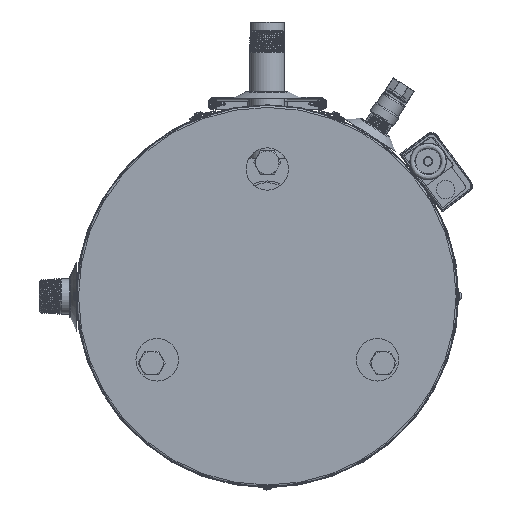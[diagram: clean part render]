
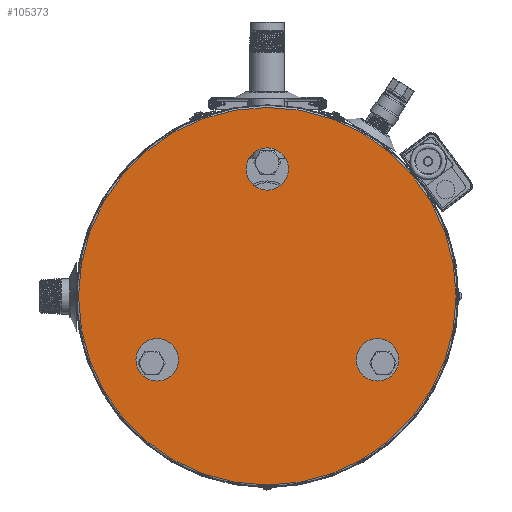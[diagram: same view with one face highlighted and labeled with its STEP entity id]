
A CAD part, front view. The second image highlights one B-rep face of the part: STEP entity #105373.
In plain terms, the highlighted planar face has unit normal (0, -1, 0).
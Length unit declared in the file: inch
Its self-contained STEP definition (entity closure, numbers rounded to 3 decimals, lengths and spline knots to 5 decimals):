
#1262 = ORIENTED_EDGE ( 'NONE', *, *, #37381, .T. ) ;
#2324 = CARTESIAN_POINT ( 'NONE',  ( 0., -0.53, 6. ) ) ;
#2336 = DIRECTION ( 'NONE',  ( -1., 0., 0. ) ) ;
#3107 = ORIENTED_EDGE ( 'NONE', *, *, #23400, .T. ) ;
#8167 = CIRCLE ( 'NONE', #36797, 1. ) ;
#10886 = VERTEX_POINT ( 'NONE', #101655 ) ;
#12923 = CIRCLE ( 'NONE', #27188, 1. ) ;
#15629 = DIRECTION ( 'NONE',  ( 0., 1., 0. ) ) ;
#16848 = EDGE_CURVE ( 'NONE', #95214, #95214, #93206, .T. ) ;
#19021 = EDGE_LOOP ( 'NONE', ( #1262 ) ) ;
#19864 = ORIENTED_EDGE ( 'NONE', *, *, #16848, .T. ) ;
#20497 = EDGE_LOOP ( 'NONE', ( #19864 ) ) ;
#23400 = EDGE_CURVE ( 'NONE', #35635, #35635, #78701, .T. ) ;
#27188 = AXIS2_PLACEMENT_3D ( 'NONE', #123649, #112572, #80631 ) ;
#31085 = CARTESIAN_POINT ( 'NONE',  ( 0., -0.53, 0. ) ) ;
#32109 = FACE_BOUND ( 'NONE', #19021, .T. ) ;
#32866 = EDGE_LOOP ( 'NONE', ( #82151 ) ) ;
#35635 = VERTEX_POINT ( 'NONE', #57860 ) ;
#36577 = DIRECTION ( 'NONE',  ( -1., 0., 0. ) ) ;
#36797 = AXIS2_PLACEMENT_3D ( 'NONE', #2324, #90827, #36577 ) ;
#37381 = EDGE_CURVE ( 'NONE', #10886, #10886, #12923, .T. ) ;
#38600 = AXIS2_PLACEMENT_3D ( 'NONE', #31085, #51894, #54093 ) ;
#47630 = DIRECTION ( 'NONE',  ( -1., 0., 0. ) ) ;
#51894 = DIRECTION ( 'NONE',  ( 0., -1., 0. ) ) ;
#54093 = DIRECTION ( 'NONE',  ( 1., 0., 0. ) ) ;
#57314 = FACE_BOUND ( 'NONE', #87601, .T. ) ;
#57860 = CARTESIAN_POINT ( 'NONE',  ( -6.19615, -0.53, -3. ) ) ;
#59609 = AXIS2_PLACEMENT_3D ( 'NONE', #81949, #70036, #2336 ) ;
#70008 = CARTESIAN_POINT ( 'NONE',  ( 0., -0.53, 0. ) ) ;
#70036 = DIRECTION ( 'NONE',  ( 0., 1., 0. ) ) ;
#77433 = AXIS2_PLACEMENT_3D ( 'NONE', #70008, #15629, #47630 ) ;
#77528 = FACE_OUTER_BOUND ( 'NONE', #20497, .T. ) ;
#78701 = CIRCLE ( 'NONE', #59609, 1. ) ;
#80631 = DIRECTION ( 'NONE',  ( -1., 0., 0. ) ) ;
#81949 = CARTESIAN_POINT ( 'NONE',  ( -5.19615, -0.53, -3. ) ) ;
#82151 = ORIENTED_EDGE ( 'NONE', *, *, #104511, .T. ) ;
#87601 = EDGE_LOOP ( 'NONE', ( #3107 ) ) ;
#90827 = DIRECTION ( 'NONE',  ( 0., 1., 0. ) ) ;
#93206 = CIRCLE ( 'NONE', #38600, 8.905 ) ;
#95214 = VERTEX_POINT ( 'NONE', #130137 ) ;
#100984 = CARTESIAN_POINT ( 'NONE',  ( -1., -0.53, 6. ) ) ;
#101655 = CARTESIAN_POINT ( 'NONE',  ( 4.19615, -0.53, -3. ) ) ;
#104511 = EDGE_CURVE ( 'NONE', #112129, #112129, #8167, .T. ) ;
#105373 = ADVANCED_FACE ( 'NONE', ( #32109, #57314, #144409, #77528 ), #122774, .F. ) ;
#112129 = VERTEX_POINT ( 'NONE', #100984 ) ;
#112572 = DIRECTION ( 'NONE',  ( 0., 1., 0. ) ) ;
#122774 = PLANE ( 'NONE',  #77433 ) ;
#123649 = CARTESIAN_POINT ( 'NONE',  ( 5.19615, -0.53, -3. ) ) ;
#130137 = CARTESIAN_POINT ( 'NONE',  ( 8.905, -0.53, 0. ) ) ;
#144409 = FACE_BOUND ( 'NONE', #32866, .T. ) ;
